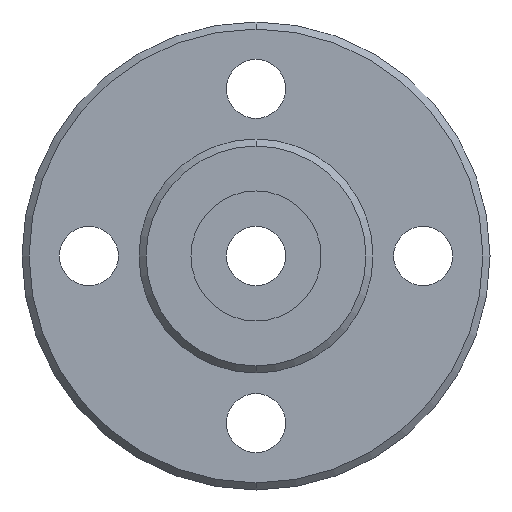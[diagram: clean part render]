
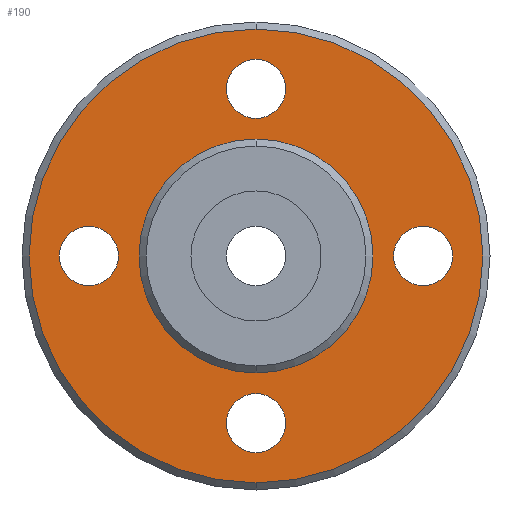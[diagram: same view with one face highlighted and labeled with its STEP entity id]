
A CAD part, front view. The second image highlights one B-rep face of the part: STEP entity #190.
In plain terms, the highlighted planar face has unit normal (0, -1, 0).
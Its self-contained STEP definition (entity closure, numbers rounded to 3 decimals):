
#40 = CIRCLE ( 'NONE', #659, 1.25 ) ;
#42 = CIRCLE ( 'NONE', #833, 1.25 ) ;
#54 = CIRCLE ( 'NONE', #455, 1.25 ) ;
#67 = CARTESIAN_POINT ( 'NONE',  ( 0., 2.1, 7.071 ) ) ;
#74 = FACE_BOUND ( 'NONE', #944, .T. ) ;
#104 = CARTESIAN_POINT ( 'NONE',  ( 0., 2.1, -4.95 ) ) ;
#106 = VERTEX_POINT ( 'NONE', #854 ) ;
#111 = DIRECTION ( 'NONE',  ( 0., 1., 0. ) ) ;
#123 = DIRECTION ( 'NONE',  ( 0., -1., 0. ) ) ;
#141 = EDGE_CURVE ( 'NONE', #879, #339, #54, .T. ) ;
#149 = AXIS2_PLACEMENT_3D ( 'NONE', #597, #909, #204 ) ;
#161 = EDGE_LOOP ( 'NONE', ( #641, #233 ) ) ;
#167 = VERTEX_POINT ( 'NONE', #779 ) ;
#172 = CIRCLE ( 'NONE', #537, 1.25 ) ;
#175 = AXIS2_PLACEMENT_3D ( 'NONE', #709, #250, #405 ) ;
#190 = ADVANCED_FACE ( 'NONE', ( #74, #964, #1053, #406, #1032, #858 ), #716, .F. ) ;
#191 = ORIENTED_EDGE ( 'NONE', *, *, #1010, .T. ) ;
#196 = AXIS2_PLACEMENT_3D ( 'NONE', #973, #502, #551 ) ;
#201 = EDGE_CURVE ( 'NONE', #354, #333, #362, .T. ) ;
#204 = DIRECTION ( 'NONE',  ( 0., 0., -1. ) ) ;
#206 = DIRECTION ( 'NONE',  ( 0., 0., 1. ) ) ;
#215 = VERTEX_POINT ( 'NONE', #104 ) ;
#233 = ORIENTED_EDGE ( 'NONE', *, *, #694, .T. ) ;
#235 = DIRECTION ( 'NONE',  ( 0., 0., 1. ) ) ;
#250 = DIRECTION ( 'NONE',  ( 0., 1., 0. ) ) ;
#252 = DIRECTION ( 'NONE',  ( 0., 1., 0. ) ) ;
#254 = ORIENTED_EDGE ( 'NONE', *, *, #1047, .T. ) ;
#260 = EDGE_LOOP ( 'NONE', ( #434, #900 ) ) ;
#264 = EDGE_LOOP ( 'NONE', ( #473, #954 ) ) ;
#302 = CARTESIAN_POINT ( 'NONE',  ( 7.071, 2.1, 0. ) ) ;
#326 = CARTESIAN_POINT ( 'NONE',  ( -7.071, 2.1, 1.25 ) ) ;
#333 = VERTEX_POINT ( 'NONE', #677 ) ;
#339 = VERTEX_POINT ( 'NONE', #915 ) ;
#341 = DIRECTION ( 'NONE',  ( 0., -1., 0. ) ) ;
#354 = VERTEX_POINT ( 'NONE', #440 ) ;
#362 = CIRCLE ( 'NONE', #1018, 1.25 ) ;
#387 = CIRCLE ( 'NONE', #149, 4.95 ) ;
#405 = DIRECTION ( 'NONE',  ( 0., 0., 1. ) ) ;
#406 = FACE_BOUND ( 'NONE', #800, .T. ) ;
#415 = CARTESIAN_POINT ( 'NONE',  ( 0., 2.1, 0. ) ) ;
#420 = DIRECTION ( 'NONE',  ( 0., 1., 0. ) ) ;
#427 = EDGE_CURVE ( 'NONE', #528, #215, #387, .T. ) ;
#434 = ORIENTED_EDGE ( 'NONE', *, *, #652, .F. ) ;
#440 = CARTESIAN_POINT ( 'NONE',  ( 0., 2.1, 8.321 ) ) ;
#452 = DIRECTION ( 'NONE',  ( 0., 1., 0. ) ) ;
#455 = AXIS2_PLACEMENT_3D ( 'NONE', #998, #111, #206 ) ;
#463 = DIRECTION ( 'NONE',  ( 0., 1., 0. ) ) ;
#473 = ORIENTED_EDGE ( 'NONE', *, *, #580, .T. ) ;
#491 = AXIS2_PLACEMENT_3D ( 'NONE', #948, #463, #235 ) ;
#500 = CARTESIAN_POINT ( 'NONE',  ( 0., 2.1, -7.071 ) ) ;
#502 = DIRECTION ( 'NONE',  ( 0., -1., 0. ) ) ;
#508 = AXIS2_PLACEMENT_3D ( 'NONE', #931, #452, #856 ) ;
#528 = VERTEX_POINT ( 'NONE', #801 ) ;
#537 = AXIS2_PLACEMENT_3D ( 'NONE', #567, #252, #730 ) ;
#542 = AXIS2_PLACEMENT_3D ( 'NONE', #302, #683, #775 ) ;
#551 = DIRECTION ( 'NONE',  ( 0., 0., 1. ) ) ;
#561 = ORIENTED_EDGE ( 'NONE', *, *, #663, .T. ) ;
#567 = CARTESIAN_POINT ( 'NONE',  ( 7.071, 2.1, 0. ) ) ;
#573 = CIRCLE ( 'NONE', #508, 1.25 ) ;
#577 = EDGE_CURVE ( 'NONE', #844, #106, #172, .T. ) ;
#580 = EDGE_CURVE ( 'NONE', #1036, #167, #952, .T. ) ;
#583 = ORIENTED_EDGE ( 'NONE', *, *, #873, .T. ) ;
#597 = CARTESIAN_POINT ( 'NONE',  ( 0., 2.1, 0. ) ) ;
#610 = CARTESIAN_POINT ( 'NONE',  ( 0., 2.1, 9.6 ) ) ;
#613 = DIRECTION ( 'NONE',  ( 0., 0., 1. ) ) ;
#622 = CIRCLE ( 'NONE', #175, 1.25 ) ;
#634 = VERTEX_POINT ( 'NONE', #949 ) ;
#637 = CIRCLE ( 'NONE', #196, 9.6 ) ;
#641 = ORIENTED_EDGE ( 'NONE', *, *, #201, .T. ) ;
#652 = EDGE_CURVE ( 'NONE', #215, #528, #753, .T. ) ;
#659 = AXIS2_PLACEMENT_3D ( 'NONE', #1008, #937, #613 ) ;
#663 = EDGE_CURVE ( 'NONE', #339, #879, #573, .T. ) ;
#677 = CARTESIAN_POINT ( 'NONE',  ( 0., 2.1, 5.821 ) ) ;
#683 = DIRECTION ( 'NONE',  ( 0., 1., 0. ) ) ;
#694 = EDGE_CURVE ( 'NONE', #333, #354, #40, .T. ) ;
#708 = CARTESIAN_POINT ( 'NONE',  ( 0., 2.1, -8.321 ) ) ;
#709 = CARTESIAN_POINT ( 'NONE',  ( 0., 2.1, -7.071 ) ) ;
#712 = VERTEX_POINT ( 'NONE', #708 ) ;
#716 = PLANE ( 'NONE',  #491 ) ;
#730 = DIRECTION ( 'NONE',  ( 0., 0., 1. ) ) ;
#739 = AXIS2_PLACEMENT_3D ( 'NONE', #415, #341, #860 ) ;
#753 = CIRCLE ( 'NONE', #892, 4.95 ) ;
#755 = ORIENTED_EDGE ( 'NONE', *, *, #141, .T. ) ;
#774 = CARTESIAN_POINT ( 'NONE',  ( 0., 2.1, 0. ) ) ;
#775 = DIRECTION ( 'NONE',  ( 0., 0., 1. ) ) ;
#779 = CARTESIAN_POINT ( 'NONE',  ( 0., 2.1, -9.6 ) ) ;
#797 = EDGE_CURVE ( 'NONE', #167, #1036, #637, .T. ) ;
#800 = EDGE_LOOP ( 'NONE', ( #191, #583 ) ) ;
#801 = CARTESIAN_POINT ( 'NONE',  ( 0., 2.1, 4.95 ) ) ;
#833 = AXIS2_PLACEMENT_3D ( 'NONE', #500, #420, #924 ) ;
#842 = CARTESIAN_POINT ( 'NONE',  ( 7.071, 2.1, -1.25 ) ) ;
#844 = VERTEX_POINT ( 'NONE', #842 ) ;
#854 = CARTESIAN_POINT ( 'NONE',  ( 7.071, 2.1, 1.25 ) ) ;
#856 = DIRECTION ( 'NONE',  ( 0., 0., 1. ) ) ;
#858 = FACE_BOUND ( 'NONE', #260, .T. ) ;
#860 = DIRECTION ( 'NONE',  ( 0., 0., 1. ) ) ;
#863 = DIRECTION ( 'NONE',  ( 0., 1., 0. ) ) ;
#873 = EDGE_CURVE ( 'NONE', #712, #634, #622, .T. ) ;
#879 = VERTEX_POINT ( 'NONE', #326 ) ;
#887 = ORIENTED_EDGE ( 'NONE', *, *, #577, .T. ) ;
#892 = AXIS2_PLACEMENT_3D ( 'NONE', #774, #123, #1024 ) ;
#900 = ORIENTED_EDGE ( 'NONE', *, *, #427, .F. ) ;
#905 = CIRCLE ( 'NONE', #542, 1.25 ) ;
#909 = DIRECTION ( 'NONE',  ( 0., -1., 0. ) ) ;
#915 = CARTESIAN_POINT ( 'NONE',  ( -7.071, 2.1, -1.25 ) ) ;
#924 = DIRECTION ( 'NONE',  ( 0., 0., 1. ) ) ;
#931 = CARTESIAN_POINT ( 'NONE',  ( -7.071, 2.1, 0. ) ) ;
#937 = DIRECTION ( 'NONE',  ( 0., 1., 0. ) ) ;
#944 = EDGE_LOOP ( 'NONE', ( #254, #887 ) ) ;
#948 = CARTESIAN_POINT ( 'NONE',  ( 0., 2.1, 0. ) ) ;
#949 = CARTESIAN_POINT ( 'NONE',  ( 0., 2.1, -5.821 ) ) ;
#952 = CIRCLE ( 'NONE', #739, 9.6 ) ;
#954 = ORIENTED_EDGE ( 'NONE', *, *, #797, .T. ) ;
#964 = FACE_BOUND ( 'NONE', #161, .T. ) ;
#973 = CARTESIAN_POINT ( 'NONE',  ( 0., 2.1, 0. ) ) ;
#974 = EDGE_LOOP ( 'NONE', ( #755, #561 ) ) ;
#998 = CARTESIAN_POINT ( 'NONE',  ( -7.071, 2.1, 0. ) ) ;
#1008 = CARTESIAN_POINT ( 'NONE',  ( 0., 2.1, 7.071 ) ) ;
#1010 = EDGE_CURVE ( 'NONE', #634, #712, #42, .T. ) ;
#1018 = AXIS2_PLACEMENT_3D ( 'NONE', #67, #863, #1025 ) ;
#1024 = DIRECTION ( 'NONE',  ( 0., 0., -1. ) ) ;
#1025 = DIRECTION ( 'NONE',  ( 0., 0., 1. ) ) ;
#1032 = FACE_OUTER_BOUND ( 'NONE', #264, .T. ) ;
#1036 = VERTEX_POINT ( 'NONE', #610 ) ;
#1047 = EDGE_CURVE ( 'NONE', #106, #844, #905, .T. ) ;
#1053 = FACE_BOUND ( 'NONE', #974, .T. ) ;
